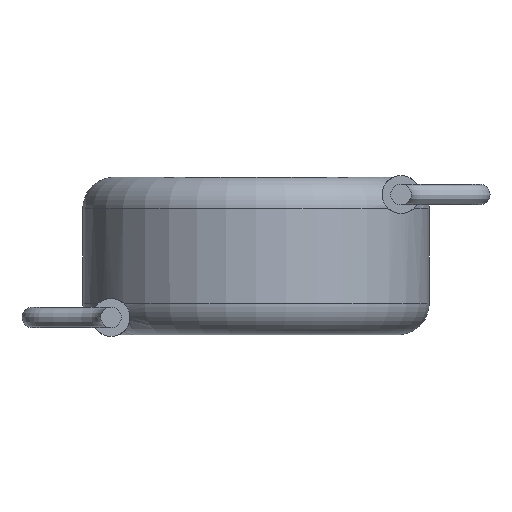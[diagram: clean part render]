
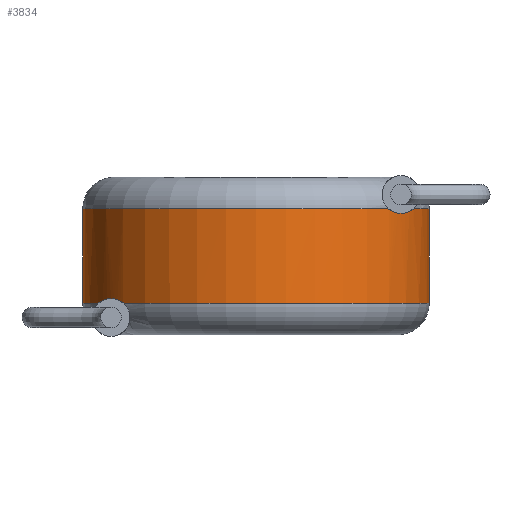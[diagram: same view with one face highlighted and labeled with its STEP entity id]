
A CAD part, front view. The second image highlights one B-rep face of the part: STEP entity #3834.
In plain terms, the highlighted cylindrical face has radius 5.5 mm (diameter 11 mm), a partial arc.
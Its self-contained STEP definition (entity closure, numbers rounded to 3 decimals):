
#9 = VERTEX_POINT ( 'NONE', #2821 ) ;
#26 = CARTESIAN_POINT ( 'NONE',  ( 4.969, -2.357, 3.976 ) ) ;
#59 = VERTEX_POINT ( 'NONE', #556 ) ;
#69 = EDGE_CURVE ( 'NONE', #9, #3416, #693, .T. ) ;
#132 = CARTESIAN_POINT ( 'NONE',  ( 4.969, -2.357, 3.976 ) ) ;
#242 = CARTESIAN_POINT ( 'NONE',  ( -4.273, -3.464, 1.057 ) ) ;
#316 = CARTESIAN_POINT ( 'NONE',  ( 4.342, -3.378, 3.907 ) ) ;
#349 = CARTESIAN_POINT ( 'NONE',  ( 0., 0., 4. ) ) ;
#371 = DIRECTION ( 'NONE',  ( -1., 0., 0. ) ) ;
#436 = VECTOR ( 'NONE', #2519, 1000. ) ;
#448 = CARTESIAN_POINT ( 'NONE',  ( 4.604, -3.01, 3.851 ) ) ;
#497 = ORIENTED_EDGE ( 'NONE', *, *, #69, .T. ) ;
#519 = AXIS2_PLACEMENT_3D ( 'NONE', #2836, #1807, #3112 ) ;
#532 = AXIS2_PLACEMENT_3D ( 'NONE', #2491, #3811, #2534 ) ;
#556 = CARTESIAN_POINT ( 'NONE',  ( 5.5, 0., 1. ) ) ;
#656 = VERTEX_POINT ( 'NONE', #448 ) ;
#693 = CIRCLE ( 'NONE', #519, 5.5 ) ;
#736 = CARTESIAN_POINT ( 'NONE',  ( -4.861, -2.576, 1.094 ) ) ;
#762 = CARTESIAN_POINT ( 'NONE',  ( 4.979, -2.336, 3.983 ) ) ;
#804 = CARTESIAN_POINT ( 'NONE',  ( 5.5, 0., 5. ) ) ;
#836 = CARTESIAN_POINT ( 'NONE',  ( -4.476, -3.198, 1.139 ) ) ;
#837 = CARTESIAN_POINT ( 'NONE',  ( 0., 0., 5. ) ) ;
#862 = CARTESIAN_POINT ( 'NONE',  ( -4.208, -3.541, 1. ) ) ;
#904 = EDGE_CURVE ( 'NONE', #9, #656, #2860, .T. ) ;
#941 = CARTESIAN_POINT ( 'NONE',  ( 4.272, -3.465, 3.944 ) ) ;
#987 = CARTESIAN_POINT ( 'NONE',  ( -4.918, -2.466, 1.064 ) ) ;
#1000 = VERTEX_POINT ( 'NONE', #3256 ) ;
#1095 = CARTESIAN_POINT ( 'NONE',  ( -4.969, -2.357, 1.024 ) ) ;
#1115 = CARTESIAN_POINT ( 'NONE',  ( -4.673, -2.903, 1.149 ) ) ;
#1162 = CARTESIAN_POINT ( 'NONE',  ( -4.604, -3.01, 1.149 ) ) ;
#1183 = EDGE_CURVE ( 'NONE', #1992, #2623, #3653, .T. ) ;
#1210 = CARTESIAN_POINT ( 'NONE',  ( 4.998, -2.295, 4. ) ) ;
#1221 = EDGE_CURVE ( 'NONE', #2762, #3531, #3404, .T. ) ;
#1359 = CARTESIAN_POINT ( 'NONE',  ( -4.969, -2.357, 1.024 ) ) ;
#1438 = ORIENTED_EDGE ( 'NONE', *, *, #1183, .T. ) ;
#1559 = CARTESIAN_POINT ( 'NONE',  ( -4.208, -3.541, 1. ) ) ;
#1699 = CARTESIAN_POINT ( 'NONE',  ( -4.979, -2.336, 1.017 ) ) ;
#1716 = AXIS2_PLACEMENT_3D ( 'NONE', #3884, #2632, #2603 ) ;
#1734 = ORIENTED_EDGE ( 'NONE', *, *, #2356, .F. ) ;
#1738 = CARTESIAN_POINT ( 'NONE',  ( -5.5, 0., 4. ) ) ;
#1777 = CARTESIAN_POINT ( 'NONE',  ( -4.739, -2.794, 1.137 ) ) ;
#1779 = ORIENTED_EDGE ( 'NONE', *, *, #2907, .F. ) ;
#1782 = DIRECTION ( 'NONE',  ( 1., 0., 0. ) ) ;
#1807 = DIRECTION ( 'NONE',  ( 0., 0., -1. ) ) ;
#1834 = ORIENTED_EDGE ( 'NONE', *, *, #3588, .T. ) ;
#1838 = CARTESIAN_POINT ( 'NONE',  ( -4.341, -3.379, 1.093 ) ) ;
#1842 = B_SPLINE_CURVE_WITH_KNOTS ( 'NONE', 3,
 ( #3708, #1115, #1777, #736, #987, #1359 ),
 .UNSPECIFIED., .F., .F.,
 ( 4, 2, 4 ),
 ( 0.001, 0.001, 0.001 ),
 .UNSPECIFIED. ) ;
#1918 = CARTESIAN_POINT ( 'NONE',  ( -4.998, -2.295, 1. ) ) ;
#1987 = ORIENTED_EDGE ( 'NONE', *, *, #3013, .T. ) ;
#1992 = VERTEX_POINT ( 'NONE', #1210 ) ;
#2075 = EDGE_LOOP ( 'NONE', ( #2996, #3945, #1438, #1779, #3616, #497, #3203, #1834, #3455, #2807, #1734, #1987 ) ) ;
#2132 = DIRECTION ( 'NONE',  ( 0., 0., -1. ) ) ;
#2190 = CARTESIAN_POINT ( 'NONE',  ( -4.604, -3.01, 1.149 ) ) ;
#2205 = VERTEX_POINT ( 'NONE', #2344 ) ;
#2217 = CARTESIAN_POINT ( 'NONE',  ( 4.208, -3.541, 4. ) ) ;
#2226 = CARTESIAN_POINT ( 'NONE',  ( 4.604, -3.01, 3.851 ) ) ;
#2259 = EDGE_CURVE ( 'NONE', #1000, #59, #3641, .T. ) ;
#2314 = DIRECTION ( 'NONE',  ( 0., 0., -1. ) ) ;
#2315 = VECTOR ( 'NONE', #2132, 1000. ) ;
#2344 = CARTESIAN_POINT ( 'NONE',  ( -5.5, 0., 1. ) ) ;
#2356 = EDGE_CURVE ( 'NONE', #2525, #3155, #3490, .T. ) ;
#2415 = CARTESIAN_POINT ( 'NONE',  ( 4.989, -2.316, 3.991 ) ) ;
#2471 = CIRCLE ( 'NONE', #1716, 5.5 ) ;
#2491 = CARTESIAN_POINT ( 'NONE',  ( 0., 0., 1. ) ) ;
#2513 = FACE_OUTER_BOUND ( 'NONE', #2075, .T. ) ;
#2519 = DIRECTION ( 'NONE',  ( 0., 0., -1. ) ) ;
#2525 = VERTEX_POINT ( 'NONE', #1559 ) ;
#2534 = DIRECTION ( 'NONE',  ( 1., 0., 0. ) ) ;
#2570 = CIRCLE ( 'NONE', #3746, 5.5 ) ;
#2603 = DIRECTION ( 'NONE',  ( 1., 0., 0. ) ) ;
#2621 = CYLINDRICAL_SURFACE ( 'NONE', #2638, 5.5 ) ;
#2623 = VERTEX_POINT ( 'NONE', #3684 ) ;
#2632 = DIRECTION ( 'NONE',  ( 0., 0., 1. ) ) ;
#2636 = DIRECTION ( 'NONE',  ( 0., 0., -1. ) ) ;
#2638 = AXIS2_PLACEMENT_3D ( 'NONE', #837, #2314, #371 ) ;
#2709 = CARTESIAN_POINT ( 'NONE',  ( 4.998, -2.295, 4. ) ) ;
#2725 = CARTESIAN_POINT ( 'NONE',  ( -5.5, 0., 5. ) ) ;
#2762 = VERTEX_POINT ( 'NONE', #1918 ) ;
#2807 = ORIENTED_EDGE ( 'NONE', *, *, #3695, .F. ) ;
#2821 = CARTESIAN_POINT ( 'NONE',  ( 4.208, -3.541, 4. ) ) ;
#2836 = CARTESIAN_POINT ( 'NONE',  ( 0., 0., 4. ) ) ;
#2854 = EDGE_CURVE ( 'NONE', #3416, #2205, #3221, .T. ) ;
#2860 = B_SPLINE_CURVE_WITH_KNOTS ( 'NONE', 3,
 ( #2217, #941, #316, #3525, #4163, #2226 ),
 .UNSPECIFIED., .F., .F.,
 ( 4, 2, 4 ),
 ( 0.003, 0.003, 0.003 ),
 .UNSPECIFIED. ) ;
#2907 = EDGE_CURVE ( 'NONE', #656, #2623, #3697, .T. ) ;
#2996 = ORIENTED_EDGE ( 'NONE', *, *, #2259, .F. ) ;
#3013 = EDGE_CURVE ( 'NONE', #2525, #59, #2471, .T. ) ;
#3058 = CARTESIAN_POINT ( 'NONE',  ( -4.998, -2.295, 1. ) ) ;
#3112 = DIRECTION ( 'NONE',  ( 1., 0., 0. ) ) ;
#3143 = CARTESIAN_POINT ( 'NONE',  ( -4.541, -3.105, 1.149 ) ) ;
#3155 = VERTEX_POINT ( 'NONE', #1162 ) ;
#3203 = ORIENTED_EDGE ( 'NONE', *, *, #2854, .T. ) ;
#3221 = LINE ( 'NONE', #2725, #436 ) ;
#3256 = CARTESIAN_POINT ( 'NONE',  ( 5.5, 0., 4. ) ) ;
#3396 = CARTESIAN_POINT ( 'NONE',  ( -4.969, -2.357, 1.024 ) ) ;
#3404 = B_SPLINE_CURVE_WITH_KNOTS ( 'NONE', 3,
 ( #3058, #3998, #1699, #1095 ),
 .UNSPECIFIED., .F., .F.,
 ( 4, 4 ),
 ( 0., 0. ),
 .UNSPECIFIED. ) ;
#3416 = VERTEX_POINT ( 'NONE', #1738 ) ;
#3455 = ORIENTED_EDGE ( 'NONE', *, *, #1221, .T. ) ;
#3472 = CARTESIAN_POINT ( 'NONE',  ( 4.744, -2.795, 3.851 ) ) ;
#3490 = B_SPLINE_CURVE_WITH_KNOTS ( 'NONE', 3,
 ( #862, #242, #1838, #836, #3143, #2190 ),
 .UNSPECIFIED., .F., .F.,
 ( 4, 2, 4 ),
 ( 0., 0., 0.001 ),
 .UNSPECIFIED. ) ;
#3496 = CARTESIAN_POINT ( 'NONE',  ( 4.604, -3.01, 3.851 ) ) ;
#3525 = CARTESIAN_POINT ( 'NONE',  ( 4.475, -3.199, 3.861 ) ) ;
#3531 = VERTEX_POINT ( 'NONE', #3396 ) ;
#3588 = EDGE_CURVE ( 'NONE', #2205, #2762, #3733, .T. ) ;
#3616 = ORIENTED_EDGE ( 'NONE', *, *, #904, .F. ) ;
#3641 = LINE ( 'NONE', #804, #2315 ) ;
#3653 = B_SPLINE_CURVE_WITH_KNOTS ( 'NONE', 3,
 ( #2709, #2415, #762, #132 ),
 .UNSPECIFIED., .F., .F.,
 ( 4, 4 ),
 ( 0., 0. ),
 .UNSPECIFIED. ) ;
#3684 = CARTESIAN_POINT ( 'NONE',  ( 4.969, -2.357, 3.976 ) ) ;
#3695 = EDGE_CURVE ( 'NONE', #3155, #3531, #1842, .T. ) ;
#3697 = B_SPLINE_CURVE_WITH_KNOTS ( 'NONE', 3,
 ( #3496, #3472, #3952, #26 ),
 .UNSPECIFIED., .F., .F.,
 ( 4, 4 ),
 ( 0.003, 0.004 ),
 .UNSPECIFIED. ) ;
#3708 = CARTESIAN_POINT ( 'NONE',  ( -4.604, -3.01, 1.149 ) ) ;
#3733 = CIRCLE ( 'NONE', #532, 5.5 ) ;
#3746 = AXIS2_PLACEMENT_3D ( 'NONE', #349, #2636, #1782 ) ;
#3811 = DIRECTION ( 'NONE',  ( 0., 0., 1. ) ) ;
#3834 = ADVANCED_FACE ( 'NONE', ( #2513 ), #2621, .T. ) ;
#3858 = EDGE_CURVE ( 'NONE', #1000, #1992, #2570, .T. ) ;
#3884 = CARTESIAN_POINT ( 'NONE',  ( 0., 0., 1. ) ) ;
#3945 = ORIENTED_EDGE ( 'NONE', *, *, #3858, .T. ) ;
#3952 = CARTESIAN_POINT ( 'NONE',  ( 4.865, -2.577, 3.896 ) ) ;
#3998 = CARTESIAN_POINT ( 'NONE',  ( -4.989, -2.316, 1.009 ) ) ;
#4163 = CARTESIAN_POINT ( 'NONE',  ( 4.541, -3.106, 3.851 ) ) ;
